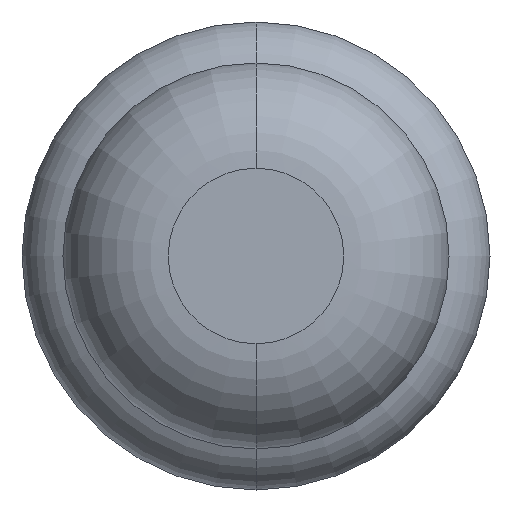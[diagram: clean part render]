
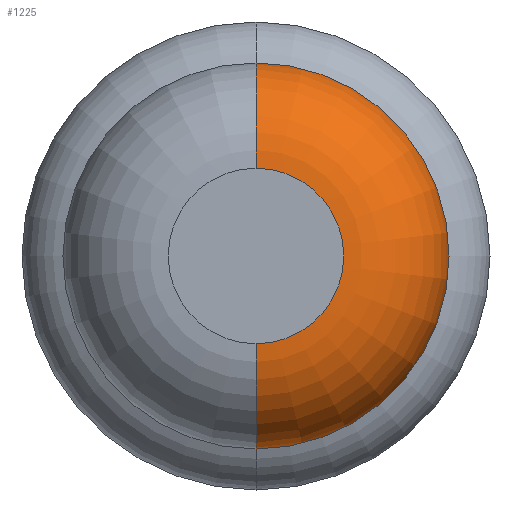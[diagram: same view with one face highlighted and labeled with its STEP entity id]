
A CAD part, front view. The second image highlights one B-rep face of the part: STEP entity #1225.
In plain terms, the highlighted toroidal (fillet/blend) face has major radius 0.375 mm and minor radius 0.45 mm.
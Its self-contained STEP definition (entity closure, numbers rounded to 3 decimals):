
#67 = CARTESIAN_POINT ( 'NONE',  ( 0., -28.55, -0.375 ) ) ;
#137 = CARTESIAN_POINT ( 'NONE',  ( 0., -29., 0. ) ) ;
#208 = EDGE_CURVE ( 'Defeature ausgef�hrt1_7+Defeature ausgef�hrt1_6+Defeature ausgef�hrt1_6+Defeature ausgef�hrt1_6', #1056, #2234, #2806, .T. ) ;
#245 = CARTESIAN_POINT ( 'NONE',  ( 0., -28.55, 0. ) ) ;
#470 = AXIS2_PLACEMENT_3D ( 'NONE', #137, #2680, #3248 ) ;
#480 = DIRECTION ( 'NONE',  ( 0., 1., 0. ) ) ;
#483 = DIRECTION ( 'NONE',  ( 0., 0., 1. ) ) ;
#549 = ORIENTED_EDGE ( 'NONE', *, *, #208, .T. ) ;
#697 = CARTESIAN_POINT ( 'NONE',  ( 0., -28.55, 0.375 ) ) ;
#761 = AXIS2_PLACEMENT_3D ( 'NONE', #245, #2760, #483 ) ;
#1002 = CIRCLE ( 'NONE', #3180, 0.45 ) ;
#1056 = VERTEX_POINT ( 'NONE', #1399 ) ;
#1148 = CARTESIAN_POINT ( 'NONE',  ( 0., -28.55, 0.825 ) ) ;
#1156 = EDGE_CURVE ( 'NONE', #2234, #3295, #1002, .T. ) ;
#1180 = DIRECTION ( 'NONE',  ( 1., 0., 0. ) ) ;
#1225 = ADVANCED_FACE ( 'Defeature ausgef�hrt1_7', ( #1809 ), #2423, .T. ) ;
#1283 = DIRECTION ( 'NONE',  ( -1., 0., 0. ) ) ;
#1399 = CARTESIAN_POINT ( 'NONE',  ( 0., -29., 0.375 ) ) ;
#1471 = AXIS2_PLACEMENT_3D ( 'NONE', #3661, #480, #1941 ) ;
#1496 = AXIS2_PLACEMENT_3D ( 'NONE', #697, #1283, #2669 ) ;
#1527 = EDGE_CURVE ( 'Defeature ausgef�hrt1_8+Defeature ausgef�hrt1_7+Defeature ausgef�hrt1_7+Defeature ausgef�hrt1_7', #3176, #3295, #2253, .T. ) ;
#1809 = FACE_OUTER_BOUND ( 'NONE', #3384, .T. ) ;
#1814 = EDGE_CURVE ( 'NONE', #1056, #3176, #3640, .T. ) ;
#1941 = DIRECTION ( 'NONE',  ( 0., 0., 1. ) ) ;
#2234 = VERTEX_POINT ( 'NONE', #2353 ) ;
#2253 = CIRCLE ( 'NONE', #761, 0.825 ) ;
#2353 = CARTESIAN_POINT ( 'NONE',  ( 0., -29., -0.375 ) ) ;
#2366 = ORIENTED_EDGE ( 'NONE', *, *, #1527, .F. ) ;
#2423 = TOROIDAL_SURFACE ( 'NONE', #1471, 0.375, 0.45 ) ;
#2669 = DIRECTION ( 'NONE',  ( 0., 0., 1. ) ) ;
#2680 = DIRECTION ( 'NONE',  ( 0., 1., 0. ) ) ;
#2687 = CARTESIAN_POINT ( 'NONE',  ( 0., -28.55, -0.825 ) ) ;
#2760 = DIRECTION ( 'NONE',  ( 0., 1., 0. ) ) ;
#2806 = CIRCLE ( 'NONE', #470, 0.375 ) ;
#3176 = VERTEX_POINT ( 'NONE', #1148 ) ;
#3180 = AXIS2_PLACEMENT_3D ( 'NONE', #67, #1180, #3456 ) ;
#3248 = DIRECTION ( 'NONE',  ( 0., 0., 1. ) ) ;
#3295 = VERTEX_POINT ( 'NONE', #2687 ) ;
#3297 = ORIENTED_EDGE ( 'NONE', *, *, #1156, .T. ) ;
#3384 = EDGE_LOOP ( 'NONE', ( #549, #3297, #2366, #3502 ) ) ;
#3456 = DIRECTION ( 'NONE',  ( 0., 0., -1. ) ) ;
#3502 = ORIENTED_EDGE ( 'NONE', *, *, #1814, .F. ) ;
#3640 = CIRCLE ( 'NONE', #1496, 0.45 ) ;
#3661 = CARTESIAN_POINT ( 'NONE',  ( 0., -28.55, 0. ) ) ;
